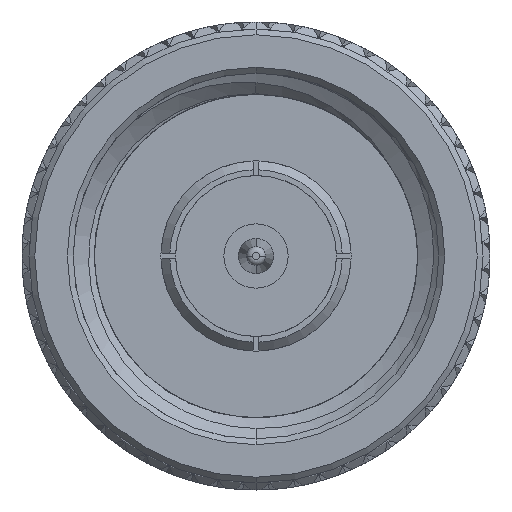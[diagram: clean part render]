
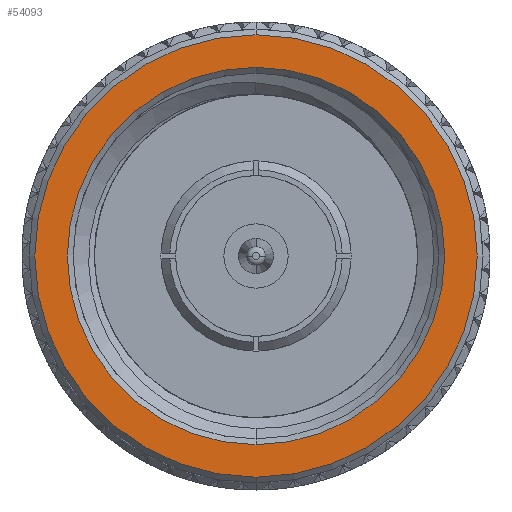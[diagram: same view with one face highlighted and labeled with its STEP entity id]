
A CAD part, left-side view. The second image highlights one B-rep face of the part: STEP entity #54093.
In plain terms, the highlighted planar face has unit normal (-1, 0, 0).
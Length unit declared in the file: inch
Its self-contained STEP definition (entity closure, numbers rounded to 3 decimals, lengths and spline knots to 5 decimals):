
#1475 = DIRECTION ( 'NONE',  ( -1., 0., 0. ) ) ;
#1648 = CARTESIAN_POINT ( 'NONE',  ( 0., 0., -0.37809 ) ) ;
#2692 = CARTESIAN_POINT ( 'NONE',  ( 0., 0., 0. ) ) ;
#4172 = DIRECTION ( 'NONE',  ( 1., 0., 0. ) ) ;
#5723 = AXIS2_PLACEMENT_3D ( 'NONE', #32847, #4172, #11123 ) ;
#11123 = DIRECTION ( 'NONE',  ( 0., -1., 0. ) ) ;
#16708 = AXIS2_PLACEMENT_3D ( 'NONE', #86755, #51280, #73486 ) ;
#17565 = ORIENTED_EDGE ( 'NONE', *, *, #47652, .T. ) ;
#17641 = VERTEX_POINT ( 'NONE', #78486 ) ;
#24273 = EDGE_CURVE ( 'NONE', #69372, #76556, #65152, .T. ) ;
#24607 = PLANE ( 'NONE',  #50818 ) ;
#25517 = CIRCLE ( 'NONE', #16708, 0.3225 ) ;
#30507 = EDGE_LOOP ( 'NONE', ( #90537, #31427 ) ) ;
#31427 = ORIENTED_EDGE ( 'NONE', *, *, #67168, .T. ) ;
#32847 = CARTESIAN_POINT ( 'NONE',  ( 0., 0., 0. ) ) ;
#33967 = AXIS2_PLACEMENT_3D ( 'NONE', #2692, #1475, #53171 ) ;
#36919 = CARTESIAN_POINT ( 'NONE',  ( 0., 0., 0.3225 ) ) ;
#44608 = CIRCLE ( 'NONE', #33967, 0.37809 ) ;
#45177 = CARTESIAN_POINT ( 'NONE',  ( 0., 0., 0.37809 ) ) ;
#46675 = CARTESIAN_POINT ( 'NONE',  ( 0., 0.38809, 0. ) ) ;
#47652 = EDGE_CURVE ( 'NONE', #17641, #93225, #66804, .T. ) ;
#50483 = EDGE_LOOP ( 'NONE', ( #78798, #17565 ) ) ;
#50818 = AXIS2_PLACEMENT_3D ( 'NONE', #46675, #75814, #62742 ) ;
#51280 = DIRECTION ( 'NONE',  ( 1., 0., 0. ) ) ;
#53171 = DIRECTION ( 'NONE',  ( 0., 0., 1. ) ) ;
#53799 = FACE_OUTER_BOUND ( 'NONE', #30507, .T. ) ;
#54093 = ADVANCED_FACE ( 'NONE', ( #53799, #63973 ), #24607, .T. ) ;
#54442 = CARTESIAN_POINT ( 'NONE',  ( 0., 0., 0. ) ) ;
#62742 = DIRECTION ( 'NONE',  ( 0., 0., 1. ) ) ;
#63973 = FACE_BOUND ( 'NONE', #50483, .T. ) ;
#65152 = CIRCLE ( 'NONE', #90177, 0.37809 ) ;
#66804 = CIRCLE ( 'NONE', #5723, 0.3225 ) ;
#67168 = EDGE_CURVE ( 'NONE', #76556, #69372, #44608, .T. ) ;
#69372 = VERTEX_POINT ( 'NONE', #1648 ) ;
#73486 = DIRECTION ( 'NONE',  ( 0., -1., 0. ) ) ;
#75705 = DIRECTION ( 'NONE',  ( -1., 0., 0. ) ) ;
#75814 = DIRECTION ( 'NONE',  ( -1., 0., 0. ) ) ;
#76556 = VERTEX_POINT ( 'NONE', #45177 ) ;
#78486 = CARTESIAN_POINT ( 'NONE',  ( 0., 0., -0.3225 ) ) ;
#78798 = ORIENTED_EDGE ( 'NONE', *, *, #84979, .T. ) ;
#82958 = DIRECTION ( 'NONE',  ( 0., 0., 1. ) ) ;
#84979 = EDGE_CURVE ( 'NONE', #93225, #17641, #25517, .T. ) ;
#86755 = CARTESIAN_POINT ( 'NONE',  ( 0., 0., 0. ) ) ;
#90177 = AXIS2_PLACEMENT_3D ( 'NONE', #54442, #75705, #82958 ) ;
#90537 = ORIENTED_EDGE ( 'NONE', *, *, #24273, .T. ) ;
#93225 = VERTEX_POINT ( 'NONE', #36919 ) ;
